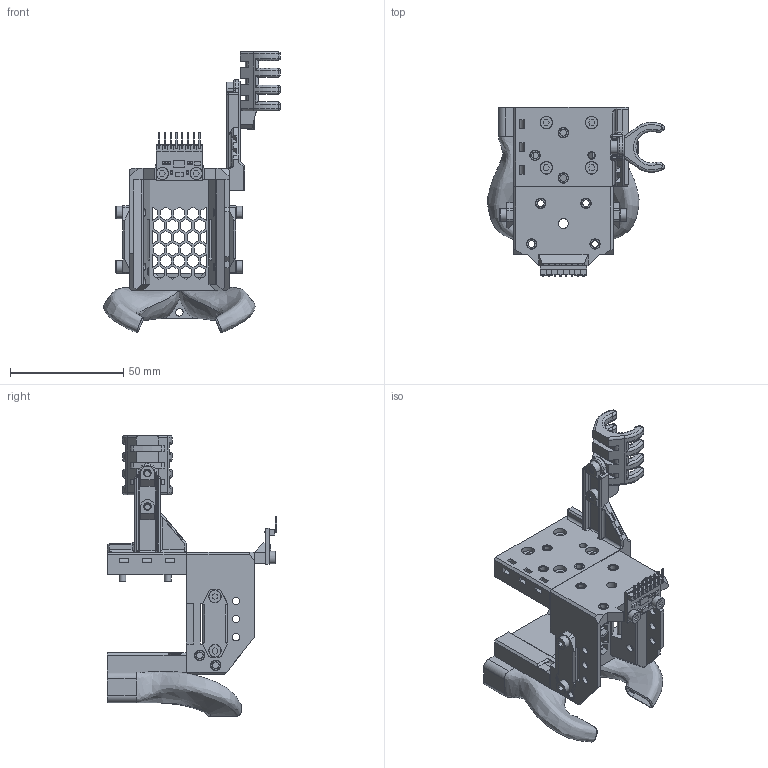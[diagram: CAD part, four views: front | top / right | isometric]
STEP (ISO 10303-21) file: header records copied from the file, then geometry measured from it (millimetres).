
FILE_DESCRIPTION(/* description */ (''),/* implementation_level */ '2;1');
FILE_NAME(/* name */ 'Core.Insert.CoreXY.step',/* time_stamp */ '2023-01-09T07:57:23-06:00',/* author */ (''),/* organization */ (''),/* preprocessor_version */ 'ST-DEVELOPER v19.2',/* originating_system */ 'Autodesk Translation Framework v11.17.0.187',/* authorisation */ '');
FILE_SCHEMA (('AUTOMOTIVE_DESIGN { 1 0 10303 214 3 1 1 }'));
Products named in the file (16): Core.Insert.CoreXY; Bottom Horns; bottom_horns_fi; Top MGN12H; top_mgn12h; Front Universal; Front Belt Graber <2>; front_universal_fi; Front Belt Graber <1>; DIN 912 M3 8 mm (1); face_belt_grabber; adxl; Cable Guide; cable_guide; DIN 912 M3 8 mm; heat_insert_M3xD4.6xL4.0
Assembly tree (40 placements, depth 4):
  Core.Insert.CoreXY
    Bottom Horns
      bottom_horns_fi
    Top MGN12H
      heat_insert_M3xD4.6xL4.0  x4
      DIN 912 M3 8 mm  x4
      top_mgn12h
    Front Universal
      Front Belt Graber <2>
        DIN 912 M3 8 mm (1)  x2
        face_belt_grabber
      front_universal_fi
      Front Belt Graber <1>
        DIN 912 M3 8 mm (1)  x2
        face_belt_grabber
      adxl
      heat_insert_M3xD4.6xL4.0  x9
      DIN 912 M3 8 mm  x2
    Cable Guide
      DIN 912 M3 8 mm  x2
      cable_guide
      heat_insert_M3xD4.6xL4.0  x2
Bounding box: 78.06 x 74.7 x 124.07 mm (x, y, z)
Volume: 65249.1 mm3; surface area: 52949.3 mm2
Topology: 34 solids, 34 shells, 1532 faces, 3800 edges, 2485 vertices
Faces by surface type: plane 1031, cylinder 328, torus 88, bspline 42, cone 41, sphere 2
Full cylindrical faces by diameter (mm): 1.25 x8, 1.7 x8, 3 x29, 3.1 x2, 3.3 x43, 3.9 x15, 4 x15, 4.25 x15, 4.3 x15, 4.35 x1, 4.4 x2, 4.6 x34, 5.5 x12, 5.6 x5
Entity records: 52945 total; most frequent: CARTESIAN_POINT 23021, ORIENTED_EDGE 6118, DIRECTION 5834, EDGE_CURVE 3059, LINE 2214, VECTOR 2214, VERTEX_POINT 2003, AXIS2_PLACEMENT_3D 1810
